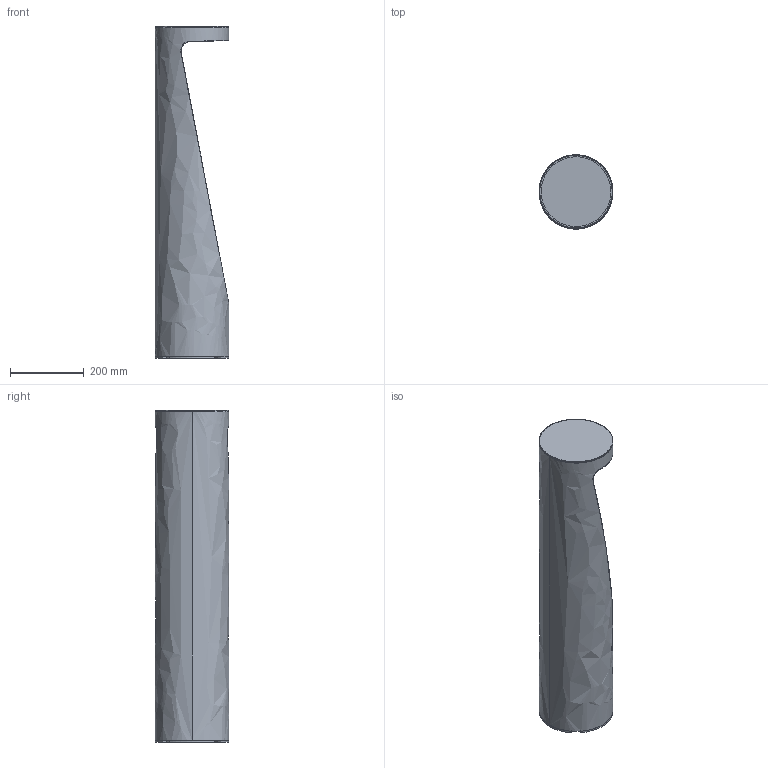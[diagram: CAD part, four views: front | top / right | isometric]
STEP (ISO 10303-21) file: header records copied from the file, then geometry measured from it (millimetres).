
FILE_DESCRIPTION(/* description */ (''),/* implementation_level */ '2;1');
FILE_NAME(/* name */ 'IPPOLITO 90',/* time_stamp */ '2018-01-24T12:17:48+01:00',/* author */ (''),/* organization */ (''),/* preprocessor_version */ 'ST-DEVELOPER v15',/* originating_system */ '',/* authorisation */ '');
FILE_SCHEMA (('CONFIG_CONTROL_DESIGN'));
Length unit declared in the file: millimetre
Products named in the file (1): Document
Bounding box: 200.07 x 200 x 900 mm (x, y, z)
Volume: 264656.3 mm3; surface area: 679241 mm2
Topology: 3 solids, 4 shells, 132 faces, 357 edges, 227 vertices
Faces by surface type: bspline 86, plane 46
Entity records: 5735 total; most frequent: CARTESIAN_POINT 3624, ORIENTED_EDGE 682, EDGE_CURVE 353, VERTEX_POINT 227, B_SPLINE_CURVE_WITH_KNOTS 181, EDGE_LOOP 147, ADVANCED_FACE 132, FACE_OUTER_BOUND 132
